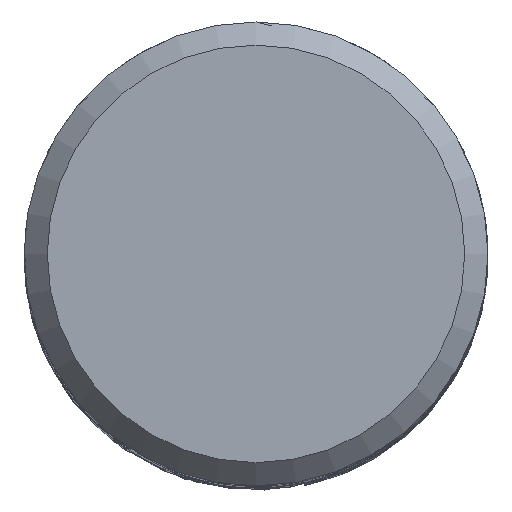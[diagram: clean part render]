
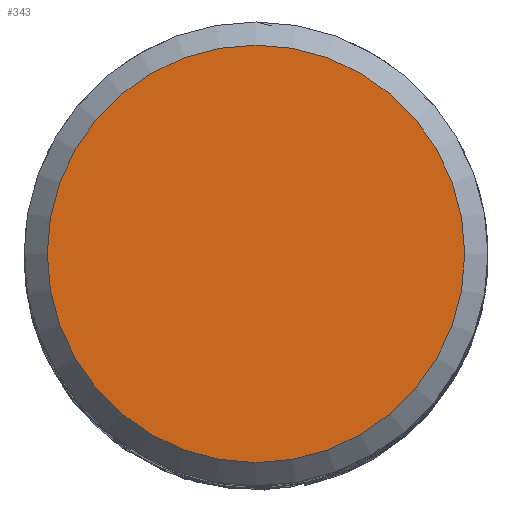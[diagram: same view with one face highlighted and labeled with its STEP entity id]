
A CAD part, top view. The second image highlights one B-rep face of the part: STEP entity #343.
In plain terms, the highlighted planar face has unit normal (0, 0, 1).
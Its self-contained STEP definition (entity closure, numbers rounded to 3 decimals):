
#303 = VERTEX_POINT('', #304);
#304 = CARTESIAN_POINT('', (-9., 0., 0.));
#310 = EDGE_CURVE('', #303, #303, #311, .T.);
#311 = CIRCLE('', #312, 9.);
#312 = AXIS2_PLACEMENT_3D('', #313, #314, #315);
#313 = CARTESIAN_POINT('', (0., 0., 0.));
#314 = DIRECTION('', (0., 0., -1.));
#315 = DIRECTION('', (-1., 0., 0.));
#343 = ADVANCED_FACE('', (#344), #347, .T.);
#344 = FACE_OUTER_BOUND('', #345, .T.);
#345 = EDGE_LOOP('', (#346));
#346 = ORIENTED_EDGE('', *, *, #310, .F.);
#347 = PLANE('', #348);
#348 = AXIS2_PLACEMENT_3D('', #349, #350, #351);
#349 = CARTESIAN_POINT('', (14.001, -14.001, 0.));
#350 = DIRECTION('', (0., 0., 1.));
#351 = DIRECTION('', (0., 1., 0.));
